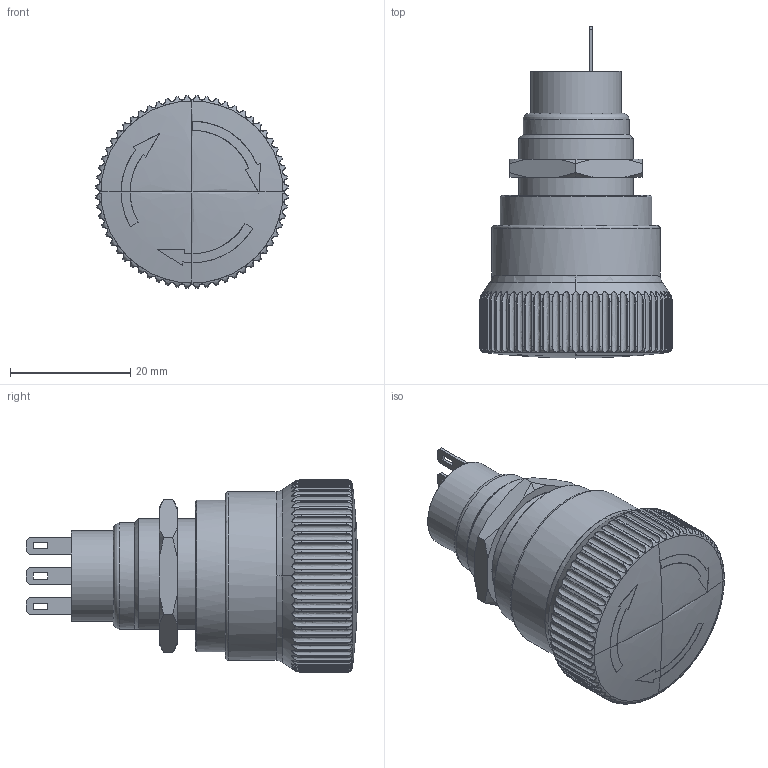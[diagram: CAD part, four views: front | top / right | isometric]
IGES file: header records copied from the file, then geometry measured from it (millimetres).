
Global section: file name: 64H1001042.igs; native system: Rhinoceros ( May  7 2021 ); preprocessor: Trout Lake IGES 012 May  7 2021; date: 210528.100642; units: millimetre
Bounding box: 31.98 x 55.1 x 31.98 mm (x, y, z)
Surface area: 6062.5 mm2 (no closed solid volume)
Topology: 0 solids, 0 shells, 430 faces, 4852 edges, 4835 vertices
Faces by surface type: bspline 430
